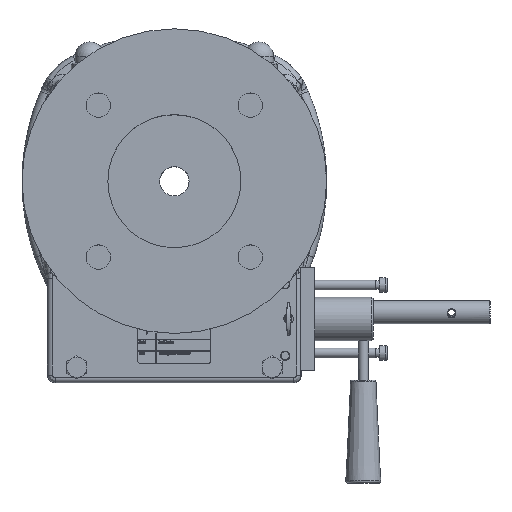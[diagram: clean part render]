
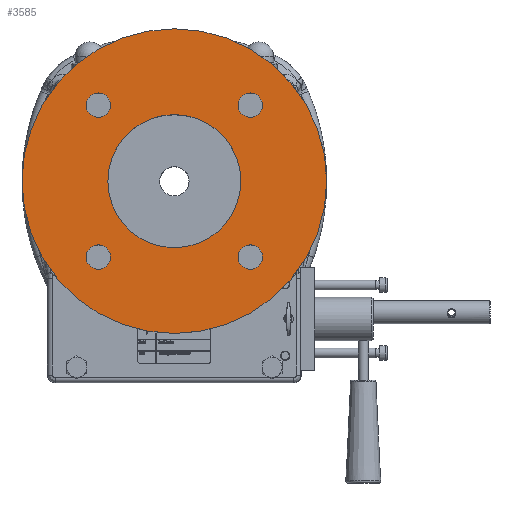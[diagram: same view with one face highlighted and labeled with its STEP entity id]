
A CAD part, top view. The second image highlights one B-rep face of the part: STEP entity #3585.
In plain terms, the highlighted planar face has unit normal (0, 0, 1).
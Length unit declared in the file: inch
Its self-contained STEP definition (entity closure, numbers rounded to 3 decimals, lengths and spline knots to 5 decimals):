
#3087=CARTESIAN_POINT('',(2.25704,1.94454,4.88544));
#3088=VERTEX_POINT('',#3087);
#3089=CARTESIAN_POINT('',(1.94454,1.94454,4.88544));
#3090=DIRECTION('',(0.0,0.0,-1.0));
#3091=DIRECTION('',(1.0,0.0,0.0));
#3092=AXIS2_PLACEMENT_3D('',#3089,#3090,#3091);
#3093=CIRCLE('',#3092,0.3125);
#3094=EDGE_CURVE('',#3088,#3088,#3093,.T.);
#3136=CARTESIAN_POINT('',(2.25704,-1.94454,4.88544));
#3137=VERTEX_POINT('',#3136);
#3138=CARTESIAN_POINT('',(1.94454,-1.94454,4.88544));
#3139=DIRECTION('',(0.0,0.0,-1.0));
#3140=DIRECTION('',(1.0,0.0,0.0));
#3141=AXIS2_PLACEMENT_3D('',#3138,#3139,#3140);
#3142=CIRCLE('',#3141,0.3125);
#3143=EDGE_CURVE('',#3137,#3137,#3142,.T.);
#3185=CARTESIAN_POINT('',(-1.63204,-1.94454,4.88544));
#3186=VERTEX_POINT('',#3185);
#3187=CARTESIAN_POINT('',(-1.94454,-1.94454,4.88544));
#3188=DIRECTION('',(0.0,0.0,-1.0));
#3189=DIRECTION('',(1.0,0.0,0.0));
#3190=AXIS2_PLACEMENT_3D('',#3187,#3188,#3189);
#3191=CIRCLE('',#3190,0.3125);
#3192=EDGE_CURVE('',#3186,#3186,#3191,.T.);
#3234=CARTESIAN_POINT('',(-1.63204,1.94454,4.88544));
#3235=VERTEX_POINT('',#3234);
#3236=CARTESIAN_POINT('',(-1.94454,1.94454,4.88544));
#3237=DIRECTION('',(0.0,0.0,-1.0));
#3238=DIRECTION('',(1.0,0.0,0.0));
#3239=AXIS2_PLACEMENT_3D('',#3236,#3237,#3238);
#3240=CIRCLE('',#3239,0.3125);
#3241=EDGE_CURVE('',#3235,#3235,#3240,.T.);
#3546=CARTESIAN_POINT('',(0.,0.,4.88544));
#3547=DIRECTION('',(0.0,0.0,-1.0));
#3548=DIRECTION('',(-1.0,0.0,0.0));
#3549=AXIS2_PLACEMENT_3D('',#3546,#3547,#3548);
#3550=PLANE('',#3549);
#3551=CARTESIAN_POINT('',(3.9,0.,4.88544));
#3552=VERTEX_POINT('',#3551);
#3553=CARTESIAN_POINT('',(0.,0.,4.88544));
#3554=DIRECTION('',(0.0,0.0,-1.0));
#3555=DIRECTION('',(-1.0,0.0,0.0));
#3556=AXIS2_PLACEMENT_3D('',#3553,#3554,#3555);
#3557=CIRCLE('',#3556,3.9);
#3558=EDGE_CURVE('',#3552,#3552,#3557,.T.);
#3559=ORIENTED_EDGE('',*,*,#3558,.F.);
#3560=EDGE_LOOP('',(#3559));
#3561=FACE_OUTER_BOUND('',#3560,.T.);
#3562=ORIENTED_EDGE('',*,*,#3094,.T.);
#3563=EDGE_LOOP('',(#3562));
#3564=FACE_BOUND('',#3563,.T.);
#3565=ORIENTED_EDGE('',*,*,#3143,.T.);
#3566=EDGE_LOOP('',(#3565));
#3567=FACE_BOUND('',#3566,.T.);
#3568=ORIENTED_EDGE('',*,*,#3192,.T.);
#3569=EDGE_LOOP('',(#3568));
#3570=FACE_BOUND('',#3569,.T.);
#3571=ORIENTED_EDGE('',*,*,#3241,.T.);
#3572=EDGE_LOOP('',(#3571));
#3573=FACE_BOUND('',#3572,.T.);
#3574=CARTESIAN_POINT('',(1.703,0.,4.88544));
#3575=VERTEX_POINT('',#3574);
#3576=CARTESIAN_POINT('',(0.,0.,4.88544));
#3577=DIRECTION('',(0.0,0.0,-1.0));
#3578=DIRECTION('',(-1.0,0.0,0.0));
#3579=AXIS2_PLACEMENT_3D('',#3576,#3577,#3578);
#3580=CIRCLE('',#3579,1.703);
#3581=EDGE_CURVE('',#3575,#3575,#3580,.T.);
#3582=ORIENTED_EDGE('',*,*,#3581,.T.);
#3583=EDGE_LOOP('',(#3582));
#3584=FACE_BOUND('',#3583,.T.);
#3585=ADVANCED_FACE('',(#3561,#3564,#3567,#3570,#3573,#3584),#3550,.F.);
